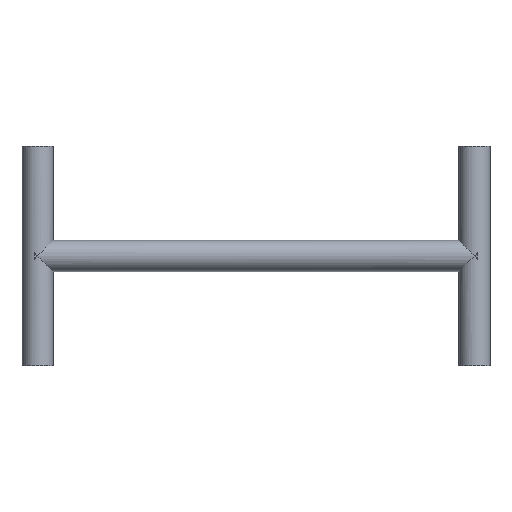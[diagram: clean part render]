
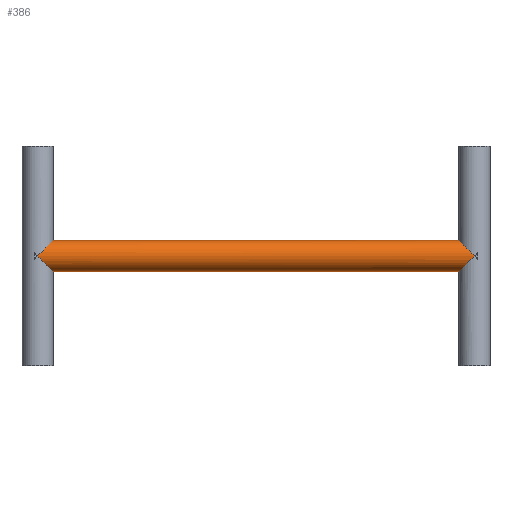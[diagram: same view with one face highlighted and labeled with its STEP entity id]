
A CAD part, top view. The second image highlights one B-rep face of the part: STEP entity #386.
In plain terms, the highlighted cylindrical face has radius 5.25 mm (diameter 10.5 mm), a full revolution.
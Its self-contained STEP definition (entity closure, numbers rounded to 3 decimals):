
#32=ELLIPSE('',#448,7.425,5.25);
#33=ELLIPSE('',#449,7.425,5.25);
#34=ELLIPSE('',#450,7.425,5.25);
#35=ELLIPSE('',#451,7.425,5.25);
#36=ELLIPSE('',#452,7.425,5.25);
#37=ELLIPSE('',#453,7.425,5.25);
#38=ELLIPSE('',#454,7.425,5.25);
#70=FACE_OUTER_BOUND('',#96,.T.);
#96=EDGE_LOOP('',(#302,#303,#304,#305,#306,#307,#308,#309,#310));
#128=LINE('',#814,#144);
#144=VECTOR('',#567,5.25);
#184=VERTEX_POINT('',#783);
#187=VERTEX_POINT('',#790);
#188=VERTEX_POINT('',#794);
#191=VERTEX_POINT('',#801);
#192=VERTEX_POINT('',#807);
#193=VERTEX_POINT('',#809);
#194=VERTEX_POINT('',#813);
#235=EDGE_CURVE('',#188,#192,#32,.T.);
#236=EDGE_CURVE('',#193,#188,#33,.T.);
#237=EDGE_CURVE('',#184,#193,#34,.T.);
#238=EDGE_CURVE('',#192,#184,#35,.T.);
#239=EDGE_CURVE('',#192,#194,#128,.T.);
#240=EDGE_CURVE('',#187,#194,#36,.T.);
#241=EDGE_CURVE('',#191,#187,#37,.T.);
#242=EDGE_CURVE('',#194,#191,#38,.T.);
#302=ORIENTED_EDGE('',*,*,#235,.F.);
#303=ORIENTED_EDGE('',*,*,#236,.F.);
#304=ORIENTED_EDGE('',*,*,#237,.F.);
#305=ORIENTED_EDGE('',*,*,#238,.F.);
#306=ORIENTED_EDGE('',*,*,#239,.T.);
#307=ORIENTED_EDGE('',*,*,#240,.F.);
#308=ORIENTED_EDGE('',*,*,#241,.F.);
#309=ORIENTED_EDGE('',*,*,#242,.F.);
#310=ORIENTED_EDGE('',*,*,#239,.F.);
#365=CYLINDRICAL_SURFACE('',#447,5.25);
#386=ADVANCED_FACE('',(#70),#365,.T.);
#447=AXIS2_PLACEMENT_3D('',#806,#557,#558);
#448=AXIS2_PLACEMENT_3D('',#808,#559,#560);
#449=AXIS2_PLACEMENT_3D('',#810,#561,#562);
#450=AXIS2_PLACEMENT_3D('',#811,#563,#564);
#451=AXIS2_PLACEMENT_3D('',#812,#565,#566);
#452=AXIS2_PLACEMENT_3D('',#815,#568,#569);
#453=AXIS2_PLACEMENT_3D('',#816,#570,#571);
#454=AXIS2_PLACEMENT_3D('',#817,#572,#573);
#557=DIRECTION('center_axis',(1.,0.,0.));
#558=DIRECTION('ref_axis',(0.,1.,0.));
#559=DIRECTION('center_axis',(0.707,-0.707,0.));
#560=DIRECTION('ref_axis',(0.707,0.707,0.));
#561=DIRECTION('center_axis',(0.707,0.707,0.));
#562=DIRECTION('ref_axis',(-0.707,0.707,0.));
#563=DIRECTION('center_axis',(0.707,0.707,0.));
#564=DIRECTION('ref_axis',(-0.707,0.707,0.));
#565=DIRECTION('center_axis',(0.707,-0.707,0.));
#566=DIRECTION('ref_axis',(0.707,0.707,0.));
#567=DIRECTION('',(-1.,0.,0.));
#568=DIRECTION('center_axis',(-0.707,-0.707,0.));
#569=DIRECTION('ref_axis',(-0.707,0.707,0.));
#570=DIRECTION('center_axis',(-0.707,0.707,0.));
#571=DIRECTION('ref_axis',(0.707,0.707,0.));
#572=DIRECTION('center_axis',(-0.707,-0.707,0.));
#573=DIRECTION('ref_axis',(-0.707,0.707,0.));
#783=CARTESIAN_POINT('',(73.95,0.,-5.25));
#790=CARTESIAN_POINT('',(-73.95,0.,-5.25));
#794=CARTESIAN_POINT('',(73.95,0.,5.25));
#801=CARTESIAN_POINT('',(-73.95,0.,5.25));
#806=CARTESIAN_POINT('Origin',(-75.,0.,0.));
#807=CARTESIAN_POINT('',(68.7,-5.25,0.));
#808=CARTESIAN_POINT('Origin',(73.95,0.,0.));
#809=CARTESIAN_POINT('',(68.7,5.25,0.));
#810=CARTESIAN_POINT('Origin',(73.95,0.,0.));
#811=CARTESIAN_POINT('Origin',(73.95,0.,0.));
#812=CARTESIAN_POINT('Origin',(73.95,0.,0.));
#813=CARTESIAN_POINT('',(-68.7,-5.25,0.));
#814=CARTESIAN_POINT('',(-75.,-5.25,0.));
#815=CARTESIAN_POINT('Origin',(-73.95,0.,0.));
#816=CARTESIAN_POINT('Origin',(-73.95,0.,0.));
#817=CARTESIAN_POINT('Origin',(-73.95,0.,0.));
